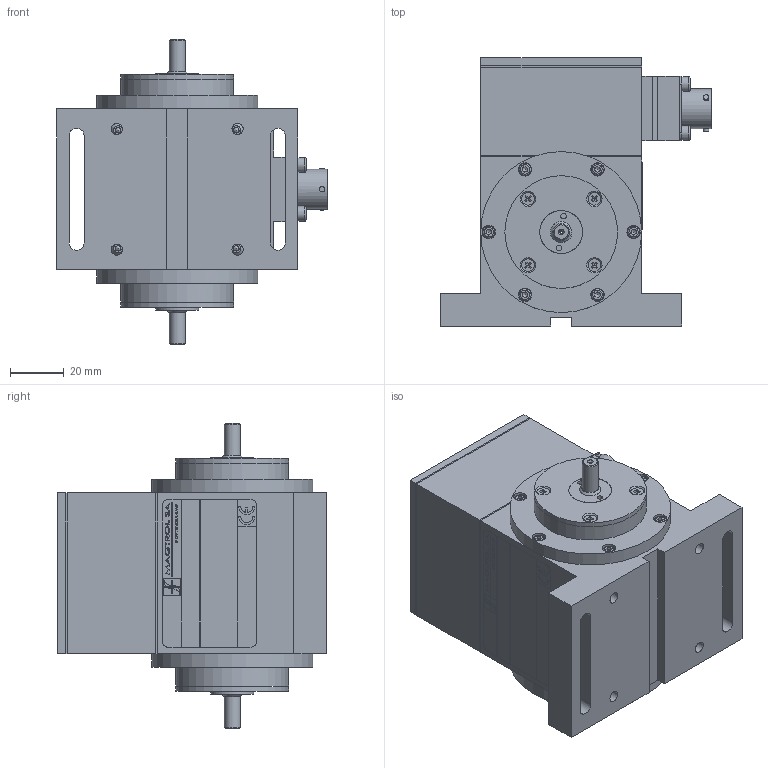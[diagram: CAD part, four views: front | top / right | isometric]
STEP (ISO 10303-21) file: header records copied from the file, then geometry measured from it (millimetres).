
FILE_DESCRIPTION (( 'STEP AP203' ), '1' );
FILE_NAME ('415-303-000-051_EF_TM303-0.5Nm.STEP', '2018-06-04T05:27:31', ( 'magtroladmin' ), ( 'Hewlett-Packard Company' ), 'SwSTEP 2.0', 'SolidWorks 2018', '' );
FILE_SCHEMA (( 'CONFIG_CONTROL_DESIGN' ));
Length unit declared in the file: millimetre
Products named in the file (1): 415-303-000-051_EF_TM303-0.5Nm
Bounding box: 101 x 100 x 114 mm (x, y, z)
Surface area: 55905.8 mm2 (no closed solid volume)
Topology: 0 solids, 147 shells, 661 faces, 5153 edges, 4555 vertices
Faces by surface type: plane 511, cylinder 75, cone 38, torus 16, bspline 15, sphere 6
Full cylindrical faces by diameter (mm): 1 x7, 2 x3, 2.1 x4, 4.2 x4, 5 x12, 5.5 x4, 6 x6, 6.5 x1, 8 x2, 15 x1, 16 x2, 42 x4, 60 x2
Entity records: 57415 total; most frequent: CARTESIAN_POINT 24619, ORIENTED_EDGE 5856, EDGE_CURVE 4990, DIRECTION 4951, VERTEX_POINT 4511, LINE 2875, VECTOR 2875, B_SPLINE_CURVE_WITH_KNOTS 1724
